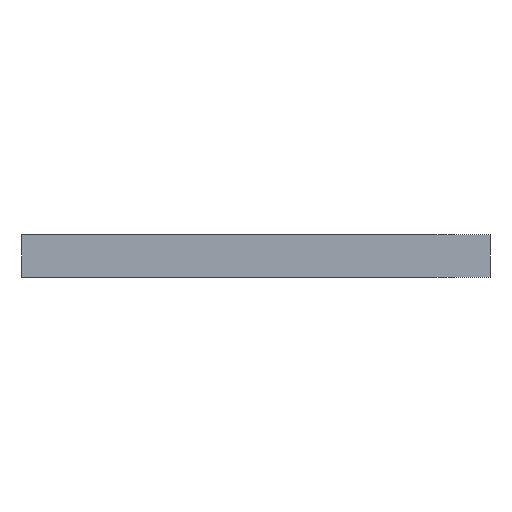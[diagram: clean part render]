
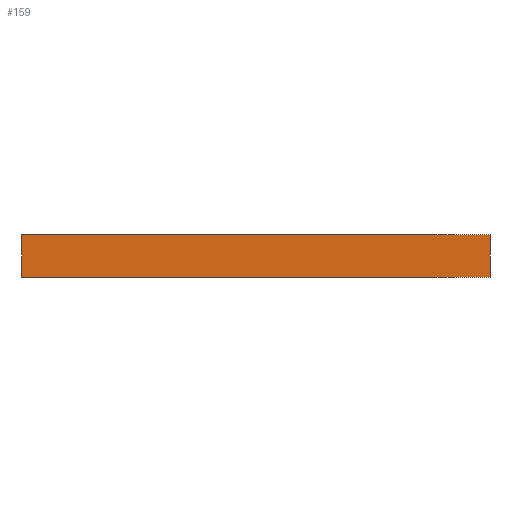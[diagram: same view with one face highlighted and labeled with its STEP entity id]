
A CAD part, front view. The second image highlights one B-rep face of the part: STEP entity #159.
In plain terms, the highlighted planar face has unit normal (0, -1, 0).
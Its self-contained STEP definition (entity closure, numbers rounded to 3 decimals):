
#10 = EDGE_CURVE ( 'NONE', #1383, #1194, #1126, .T. ) ;
#123 = DIRECTION ( 'NONE',  ( 1., 0., 0. ) ) ;
#159 = ADVANCED_FACE ( 'NONE', ( #1274 ), #566, .F. ) ;
#166 = VECTOR ( 'NONE', #443, 1000. ) ;
#197 = ORIENTED_EDGE ( 'NONE', *, *, #341, .F. ) ;
#205 = LINE ( 'NONE', #1238, #305 ) ;
#210 = CARTESIAN_POINT ( 'NONE',  ( 30., -83., 0. ) ) ;
#238 = CARTESIAN_POINT ( 'NONE',  ( 30., -83., 3. ) ) ;
#305 = VECTOR ( 'NONE', #1350, 1000. ) ;
#312 = CARTESIAN_POINT ( 'NONE',  ( 30., -83., 0. ) ) ;
#341 = EDGE_CURVE ( 'NONE', #870, #1194, #205, .T. ) ;
#346 = CARTESIAN_POINT ( 'NONE',  ( 30., -83., 3. ) ) ;
#380 = CARTESIAN_POINT ( 'NONE',  ( -3., -83., 3. ) ) ;
#425 = VECTOR ( 'NONE', #123, 1000. ) ;
#443 = DIRECTION ( 'NONE',  ( 1., 0., 0. ) ) ;
#444 = VECTOR ( 'NONE', #572, 1000. ) ;
#566 = PLANE ( 'NONE',  #732 ) ;
#572 = DIRECTION ( 'NONE',  ( 0., 0., -1. ) ) ;
#621 = VERTEX_POINT ( 'NONE', #380 ) ;
#693 = CARTESIAN_POINT ( 'NONE',  ( -3., -83., 3. ) ) ;
#732 = AXIS2_PLACEMENT_3D ( 'NONE', #346, #795, #809 ) ;
#795 = DIRECTION ( 'NONE',  ( 0., 1., 0. ) ) ;
#809 = DIRECTION ( 'NONE',  ( 0., 0., 1. ) ) ;
#854 = ORIENTED_EDGE ( 'NONE', *, *, #980, .F. ) ;
#870 = VERTEX_POINT ( 'NONE', #238 ) ;
#980 = EDGE_CURVE ( 'NONE', #621, #870, #1018, .T. ) ;
#1018 = LINE ( 'NONE', #1362, #425 ) ;
#1126 = LINE ( 'NONE', #312, #166 ) ;
#1127 = LINE ( 'NONE', #693, #444 ) ;
#1152 = EDGE_LOOP ( 'NONE', ( #1232, #197, #854, #1424 ) ) ;
#1156 = CARTESIAN_POINT ( 'NONE',  ( -3., -83., 0. ) ) ;
#1194 = VERTEX_POINT ( 'NONE', #210 ) ;
#1223 = EDGE_CURVE ( 'NONE', #621, #1383, #1127, .T. ) ;
#1232 = ORIENTED_EDGE ( 'NONE', *, *, #10, .T. ) ;
#1238 = CARTESIAN_POINT ( 'NONE',  ( 30., -83., 3. ) ) ;
#1274 = FACE_OUTER_BOUND ( 'NONE', #1152, .T. ) ;
#1350 = DIRECTION ( 'NONE',  ( 0., 0., -1. ) ) ;
#1362 = CARTESIAN_POINT ( 'NONE',  ( 0., -83., 3. ) ) ;
#1383 = VERTEX_POINT ( 'NONE', #1156 ) ;
#1424 = ORIENTED_EDGE ( 'NONE', *, *, #1223, .T. ) ;
